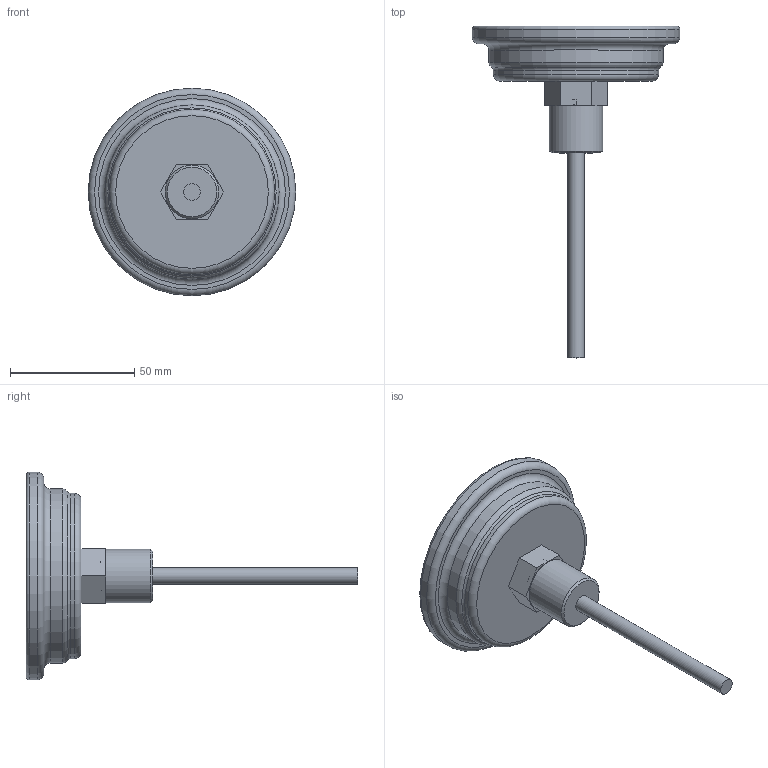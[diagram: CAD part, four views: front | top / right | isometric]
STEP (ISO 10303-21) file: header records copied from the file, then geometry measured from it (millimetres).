
FILE_DESCRIPTION (( 'STEP AP214' ), '1' );
FILE_NAME ('T30-0250-4C.STEP', '2022-11-29T20:03:03', ( '' ), ( '' ), 'SwSTEP 2.0', 'SolidWorks 2021', '' );
FILE_SCHEMA (( 'AUTOMOTIVE_DESIGN' ));
Length unit declared in the file: inch
Products named in the file (1): T30-0250-4C
Bounding box: 83.57 x 133.6 x 83.57 mm (x, y, z)
Volume: 51673.1 mm3; surface area: 22095.7 mm2
Topology: 73 solids, 74 shells, 1252 faces, 3035 edges, 1941 vertices
Faces by surface type: plane 1096, cylinder 85, bspline 59, torus 10, cone 2
Full cylindrical faces by diameter (mm): 1.694 x1, 6.553 x1, 21.529 x1, 66.548 x1, 68.315 x1, 70.104 x1, 83.566 x1
Entity records: 59878 total; most frequent: CARTESIAN_POINT 14219, ORIENTED_EDGE 6014, DIRECTION 5669, EDGE_CURVE 3007, VECTOR 2479, LINE 2479, VERTEX_POINT 1932, AXIS2_PLACEMENT_3D 1595
